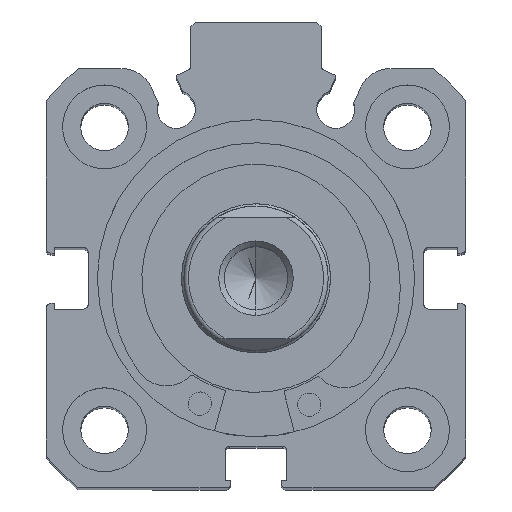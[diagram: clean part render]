
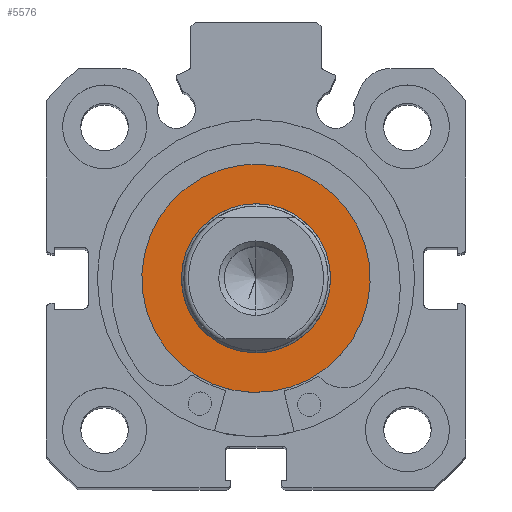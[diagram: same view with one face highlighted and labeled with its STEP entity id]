
A CAD part, top view. The second image highlights one B-rep face of the part: STEP entity #5576.
In plain terms, the highlighted face is planar.
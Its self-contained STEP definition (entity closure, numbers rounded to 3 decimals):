
#274 = AXIS2_PLACEMENT_3D ( 'NONE', #1215, #1217, #1218 ) ;
#447 = AXIS2_PLACEMENT_3D ( 'NONE', #1901, #1902, #1903 ) ;
#448 = AXIS2_PLACEMENT_3D ( 'NONE', #1892, #1899, #1900 ) ;
#476 = AXIS2_PLACEMENT_3D ( 'NONE', #2744, #2759, #2761 ) ;
#546 = AXIS2_PLACEMENT_3D ( 'NONE', #3548, #3550, #3551 ) ;
#1215 = CARTESIAN_POINT ( 'NONE',  ( 0., 12.25, 0. ) ) ;
#1216 = PLANE ( 'NONE',  #274 ) ;
#1217 = DIRECTION ( 'NONE',  ( 1., 0., 0. ) ) ;
#1218 = DIRECTION ( 'NONE',  ( 0., 0., -1. ) ) ;
#1892 = CARTESIAN_POINT ( 'NONE',  ( 0., 0., 0. ) ) ;
#1899 = DIRECTION ( 'NONE',  ( -1., 0., 0. ) ) ;
#1900 = DIRECTION ( 'NONE',  ( 0., 0., 1. ) ) ;
#1901 = CARTESIAN_POINT ( 'NONE',  ( 0., 0., 0. ) ) ;
#1902 = DIRECTION ( 'NONE',  ( -1., 0., 0. ) ) ;
#1903 = DIRECTION ( 'NONE',  ( 0., 0., 1. ) ) ;
#2086 = CIRCLE ( 'NONE', #448, 8. ) ;
#2087 = CIRCLE ( 'NONE', #447, 12.25 ) ;
#2164 = CIRCLE ( 'NONE', #476, 12.25 ) ;
#2415 = CIRCLE ( 'NONE', #546, 8. ) ;
#2744 = CARTESIAN_POINT ( 'NONE',  ( 0., 0., 0. ) ) ;
#2759 = DIRECTION ( 'NONE',  ( -1., 0., 0. ) ) ;
#2761 = DIRECTION ( 'NONE',  ( 0., 0., 1. ) ) ;
#2796 = VERTEX_POINT ( 'NONE', #3147 ) ;
#2900 = VERTEX_POINT ( 'NONE', #3159 ) ;
#2902 = VERTEX_POINT ( 'NONE', #3156 ) ;
#2921 = VERTEX_POINT ( 'NONE', #3174 ) ;
#3147 = CARTESIAN_POINT ( 'NONE',  ( 0., 0., -8. ) ) ;
#3156 = CARTESIAN_POINT ( 'NONE',  ( 0., 0., -12.25 ) ) ;
#3159 = CARTESIAN_POINT ( 'NONE',  ( 0., 0., 12.25 ) ) ;
#3174 = CARTESIAN_POINT ( 'NONE',  ( 0., 0., 8. ) ) ;
#3548 = CARTESIAN_POINT ( 'NONE',  ( 0., 0., 0. ) ) ;
#3550 = DIRECTION ( 'NONE',  ( -1., 0., 0. ) ) ;
#3551 = DIRECTION ( 'NONE',  ( 0., 0., 1. ) ) ;
#4661 = EDGE_LOOP ( 'NONE', ( #5276, #5119 ) ) ;
#4664 = EDGE_LOOP ( 'NONE', ( #5167, #5282 ) ) ;
#5119 = ORIENTED_EDGE ( 'NONE', *, *, #6928, .T. ) ;
#5167 = ORIENTED_EDGE ( 'NONE', *, *, #6873, .F. ) ;
#5276 = ORIENTED_EDGE ( 'NONE', *, *, #6874, .T. ) ;
#5282 = ORIENTED_EDGE ( 'NONE', *, *, #7102, .F. ) ;
#5576 = ADVANCED_FACE ( 'NONE', ( #6437, #6442 ), #1216, .F. ) ;
#6437 = FACE_BOUND ( 'NONE', #4664, .T. ) ;
#6442 = FACE_OUTER_BOUND ( 'NONE', #4661, .T. ) ;
#6873 = EDGE_CURVE ( 'NONE', #2921, #2796, #2086, .T. ) ;
#6874 = EDGE_CURVE ( 'NONE', #2900, #2902, #2087, .T. ) ;
#6928 = EDGE_CURVE ( 'NONE', #2902, #2900, #2164, .T. ) ;
#7102 = EDGE_CURVE ( 'NONE', #2796, #2921, #2415, .T. ) ;
